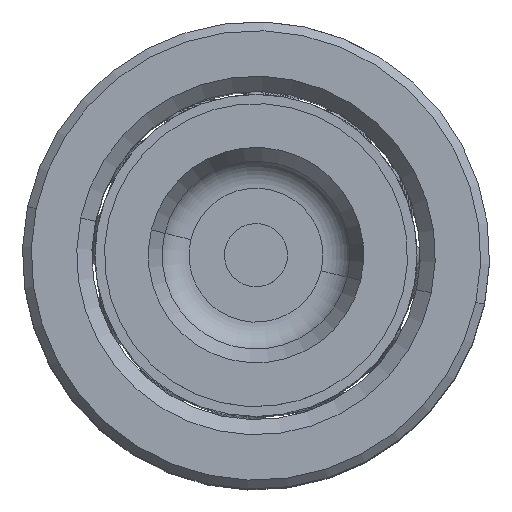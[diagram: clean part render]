
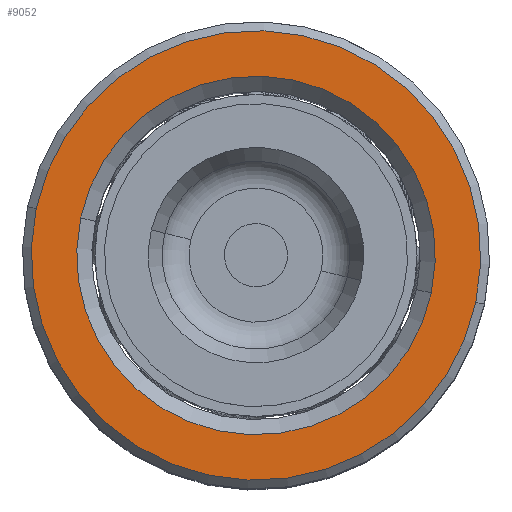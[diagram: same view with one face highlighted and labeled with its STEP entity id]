
A CAD part, top view. The second image highlights one B-rep face of the part: STEP entity #9052.
In plain terms, the highlighted planar face has unit normal (0, 0, 1).
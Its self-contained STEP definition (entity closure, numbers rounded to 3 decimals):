
#110 = EDGE_LOOP ( 'NONE', ( #4257, #21029 ) ) ;
#615 = DIRECTION ( 'NONE',  ( 0., 0., -1. ) ) ;
#772 = CARTESIAN_POINT ( 'NONE',  ( 0., 0., 50. ) ) ;
#1556 = CIRCLE ( 'NONE', #17260, 14.2 ) ;
#3679 = DIRECTION ( 'NONE',  ( 0., 0., 1. ) ) ;
#4257 = ORIENTED_EDGE ( 'NONE', *, *, #17208, .T. ) ;
#5858 = CIRCLE ( 'NONE', #20381, 17.8 ) ;
#5927 = CARTESIAN_POINT ( 'NONE',  ( 0., 0., 50. ) ) ;
#6116 = VERTEX_POINT ( 'NONE', #16345 ) ;
#7377 = CARTESIAN_POINT ( 'NONE',  ( -17.8, 0., 50. ) ) ;
#7806 = EDGE_CURVE ( 'NONE', #11317, #11853, #1556, .T. ) ;
#8106 = EDGE_LOOP ( 'NONE', ( #14422, #18061 ) ) ;
#8135 = FACE_OUTER_BOUND ( 'NONE', #8106, .T. ) ;
#9052 = ADVANCED_FACE ( 'NONE', ( #8135, #19293 ), #11388, .T. ) ;
#9378 = DIRECTION ( 'NONE',  ( 1., 0., 0. ) ) ;
#9774 = DIRECTION ( 'NONE',  ( 1., 0., 0. ) ) ;
#9857 = DIRECTION ( 'NONE',  ( 0., 0., 1. ) ) ;
#10350 = DIRECTION ( 'NONE',  ( 1., 0., 0. ) ) ;
#10490 = CARTESIAN_POINT ( 'NONE',  ( -14.2, 0., 50. ) ) ;
#11317 = VERTEX_POINT ( 'NONE', #10490 ) ;
#11388 = PLANE ( 'NONE',  #12905 ) ;
#11853 = VERTEX_POINT ( 'NONE', #15086 ) ;
#12193 = CARTESIAN_POINT ( 'NONE',  ( 0., 0., 50. ) ) ;
#12905 = AXIS2_PLACEMENT_3D ( 'NONE', #23080, #3679, #9378 ) ;
#14422 = ORIENTED_EDGE ( 'NONE', *, *, #18755, .T. ) ;
#14893 = DIRECTION ( 'NONE',  ( 0., 0., -1. ) ) ;
#15086 = CARTESIAN_POINT ( 'NONE',  ( 14.2, 0., 50. ) ) ;
#16246 = DIRECTION ( 'NONE',  ( 0., 0., 1. ) ) ;
#16345 = CARTESIAN_POINT ( 'NONE',  ( 17.8, 0., 50. ) ) ;
#17114 = DIRECTION ( 'NONE',  ( 1., 0., 0. ) ) ;
#17208 = EDGE_CURVE ( 'NONE', #11853, #11317, #23022, .T. ) ;
#17260 = AXIS2_PLACEMENT_3D ( 'NONE', #18810, #14893, #17114 ) ;
#17997 = DIRECTION ( 'NONE',  ( 1., 0., 0. ) ) ;
#18061 = ORIENTED_EDGE ( 'NONE', *, *, #18569, .T. ) ;
#18147 = AXIS2_PLACEMENT_3D ( 'NONE', #12193, #16246, #10350 ) ;
#18407 = VERTEX_POINT ( 'NONE', #7377 ) ;
#18569 = EDGE_CURVE ( 'NONE', #6116, #18407, #5858, .T. ) ;
#18755 = EDGE_CURVE ( 'NONE', #18407, #6116, #19400, .T. ) ;
#18810 = CARTESIAN_POINT ( 'NONE',  ( 0., 0., 50. ) ) ;
#19293 = FACE_BOUND ( 'NONE', #110, .T. ) ;
#19400 = CIRCLE ( 'NONE', #18147, 17.8 ) ;
#20381 = AXIS2_PLACEMENT_3D ( 'NONE', #5927, #9857, #9774 ) ;
#21029 = ORIENTED_EDGE ( 'NONE', *, *, #7806, .T. ) ;
#23022 = CIRCLE ( 'NONE', #24676, 14.2 ) ;
#23080 = CARTESIAN_POINT ( 'NONE',  ( 0., 0., 50. ) ) ;
#24676 = AXIS2_PLACEMENT_3D ( 'NONE', #772, #615, #17997 ) ;
